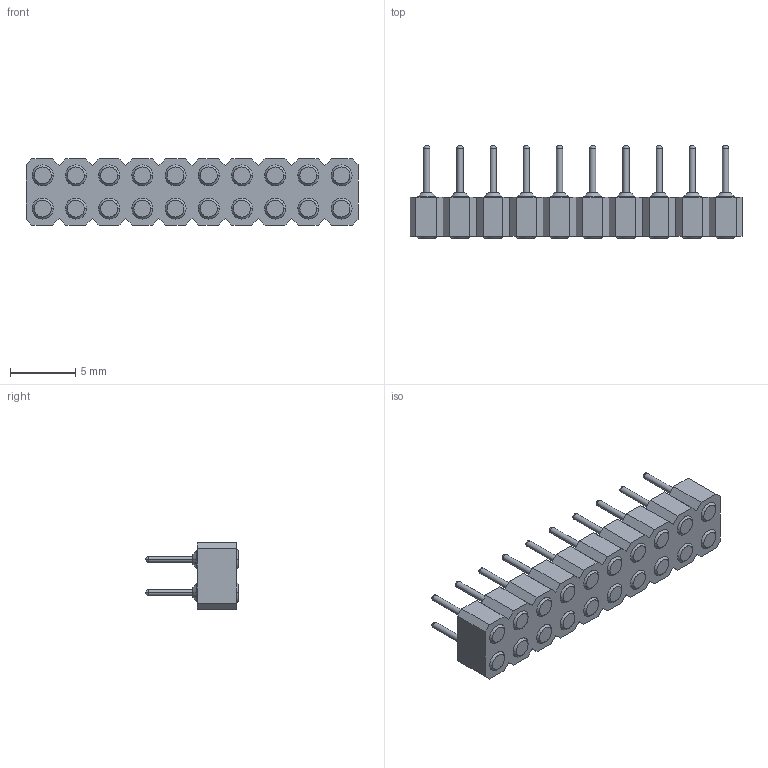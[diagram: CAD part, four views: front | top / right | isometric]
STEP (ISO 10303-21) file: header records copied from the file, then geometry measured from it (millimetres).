
FILE_DESCRIPTION( ('This file contains a STEP AP42 implementation' ,'as created by ZW3D STEP Interface translator.') ,'2;1' );
FILE_NAME( '3510-302XXMXX071X1.stp' ,'231012. 94929', (''), ('ZWCAD Software Co.'), 'Version 1.0', 'ZW3D to STEP translator', '' );
FILE_SCHEMA(('AUTOMOTIVE_DESIGN { 1 0 10303 214 1 1 1 1 }'));
Length unit declared in the file: millimetre
Products named in the file (2): 0; 3510-30220mxx071x11
Bounding box: 25.4 x 7.1 x 5.08 mm (x, y, z)
Volume: 375.3 mm3; surface area: 894.2 mm2
Topology: 1 solids, 21 shells, 584 faces, 1234 edges, 772 vertices
Faces by surface type: cylinder 240, plane 184, cone 120, bspline 40
Entity records: 31366 total; most frequent: CARTESIAN_POINT 20581, ORIENTED_EDGE 2468, DIRECTION 1254, EDGE_CURVE 1234, B_SPLINE_CURVE_WITH_KNOTS 1150, VERTEX_POINT 772, EDGE_LOOP 704, AXIS2_PLACEMENT_3D 625
